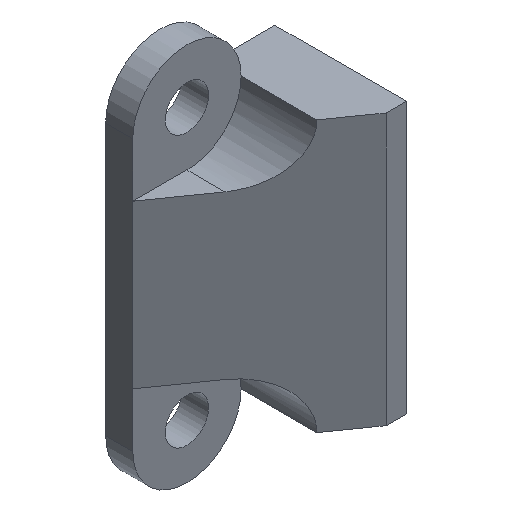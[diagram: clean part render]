
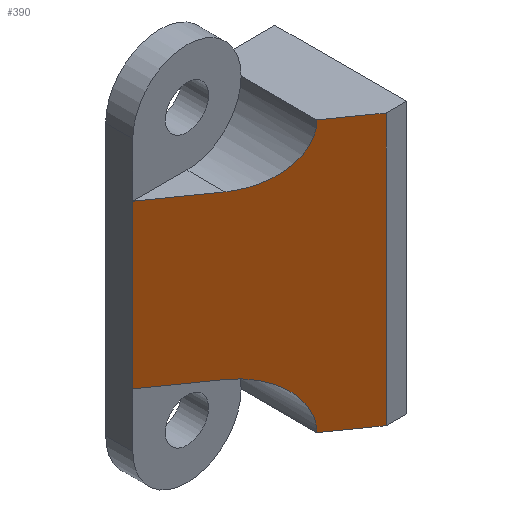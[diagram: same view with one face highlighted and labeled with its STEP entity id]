
A CAD part, isometric view. The second image highlights one B-rep face of the part: STEP entity #390.
In plain terms, the highlighted planar face has unit normal (-0.574, -0.819, 0).
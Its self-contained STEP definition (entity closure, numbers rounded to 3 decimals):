
#12=(
BOUNDED_CURVE()
B_SPLINE_CURVE(2,(#634,#635,#636),.UNSPECIFIED.,.F.,.F.)
B_SPLINE_CURVE_WITH_KNOTS((3,3),(0.,1.),.PIECEWISE_BEZIER_KNOTS.)
CURVE()
GEOMETRIC_REPRESENTATION_ITEM()
RATIONAL_B_SPLINE_CURVE((1.,0.707,1.))
REPRESENTATION_ITEM('')
);
#13=(
BOUNDED_CURVE()
B_SPLINE_CURVE(2,(#646,#647,#648),.UNSPECIFIED.,.F.,.F.)
B_SPLINE_CURVE_WITH_KNOTS((3,3),(0.,1.),.PIECEWISE_BEZIER_KNOTS.)
CURVE()
GEOMETRIC_REPRESENTATION_ITEM()
RATIONAL_B_SPLINE_CURVE((1.,0.707,1.))
REPRESENTATION_ITEM('')
);
#28=PLANE('',#434);
#54=LINE('',#613,#95);
#57=LINE('',#618,#98);
#60=LINE('',#624,#101);
#66=LINE('',#640,#107);
#67=LINE('',#642,#108);
#69=LINE('',#651,#110);
#95=VECTOR('',#498,1000.);
#98=VECTOR('',#505,1000.);
#101=VECTOR('',#512,1000.);
#107=VECTOR('',#526,1000.);
#108=VECTOR('',#529,1000.);
#110=VECTOR('',#537,1000.);
#209=ORIENTED_EDGE('',*,*,#268,.T.);
#210=ORIENTED_EDGE('',*,*,#266,.T.);
#211=ORIENTED_EDGE('',*,*,#255,.T.);
#212=ORIENTED_EDGE('',*,*,#265,.T.);
#213=ORIENTED_EDGE('',*,*,#263,.T.);
#214=ORIENTED_EDGE('',*,*,#252,.F.);
#215=ORIENTED_EDGE('',*,*,#269,.T.);
#216=ORIENTED_EDGE('',*,*,#258,.F.);
#252=EDGE_CURVE('',#298,#297,#54,.T.);
#255=EDGE_CURVE('',#290,#287,#57,.T.);
#258=EDGE_CURVE('',#299,#300,#60,.T.);
#263=EDGE_CURVE('',#302,#297,#12,.T.);
#265=EDGE_CURVE('',#287,#302,#66,.T.);
#266=EDGE_CURVE('',#303,#290,#67,.T.);
#268=EDGE_CURVE('',#299,#303,#13,.T.);
#269=EDGE_CURVE('',#298,#300,#69,.T.);
#287=VERTEX_POINT('',#581);
#290=VERTEX_POINT('',#588);
#297=VERTEX_POINT('',#609);
#298=VERTEX_POINT('',#612);
#299=VERTEX_POINT('',#623);
#300=VERTEX_POINT('',#625);
#302=VERTEX_POINT('',#637);
#303=VERTEX_POINT('',#643);
#338=EDGE_LOOP('',(#209,#210,#211,#212,#213,#214,#215,#216));
#363=FACE_BOUND('',#338,.T.);
#390=ADVANCED_FACE('',(#363),#28,.T.);
#434=AXIS2_PLACEMENT_3D('',#652,#538,#539);
#498=DIRECTION('',(-0.819,0.573,0.));
#505=DIRECTION('',(0.,0.,-1.));
#512=DIRECTION('',(0.819,-0.573,0.));
#526=DIRECTION('',(0.819,-0.573,0.));
#529=DIRECTION('',(-0.819,0.573,0.));
#537=DIRECTION('',(0.,0.,1.));
#538=DIRECTION('',(-0.573,-0.819,0.));
#539=DIRECTION('',(-0.819,0.573,0.));
#581=CARTESIAN_POINT('',(-261.,-12.,-6.));
#588=CARTESIAN_POINT('',(-261.,-12.,6.));
#609=CARTESIAN_POINT('',(-253.,-17.6,-10.));
#612=CARTESIAN_POINT('',(-250.,-19.7,-10.));
#613=CARTESIAN_POINT('',(-251.5,-18.65,-10.));
#618=CARTESIAN_POINT('',(-261.,-12.,0.));
#623=CARTESIAN_POINT('',(-253.,-17.6,10.));
#624=CARTESIAN_POINT('',(-251.5,-18.65,10.));
#625=CARTESIAN_POINT('',(-250.,-19.7,10.));
#634=CARTESIAN_POINT('',(-257.,-14.8,-6.));
#635=CARTESIAN_POINT('',(-253.,-17.6,-6.));
#636=CARTESIAN_POINT('',(-253.,-17.6,-10.));
#637=CARTESIAN_POINT('',(-257.,-14.8,-6.));
#640=CARTESIAN_POINT('',(-259.,-13.4,-6.));
#642=CARTESIAN_POINT('',(-259.,-13.4,6.));
#643=CARTESIAN_POINT('',(-257.,-14.8,6.));
#646=CARTESIAN_POINT('',(-253.,-17.6,10.));
#647=CARTESIAN_POINT('',(-253.,-17.6,6.));
#648=CARTESIAN_POINT('',(-257.,-14.8,6.));
#651=CARTESIAN_POINT('',(-250.,-19.7,0.));
#652=CARTESIAN_POINT('',(-249.999,-19.701,10.001));
